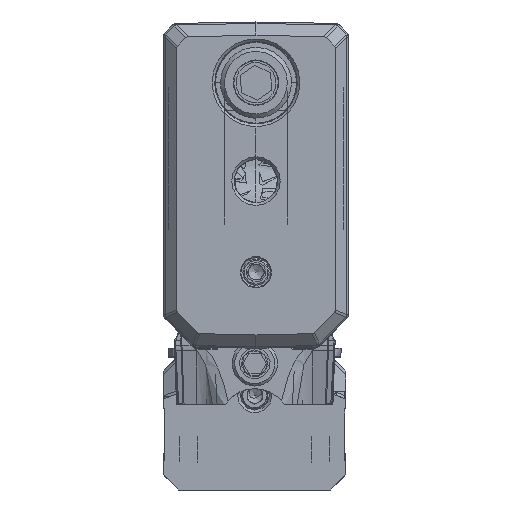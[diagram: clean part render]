
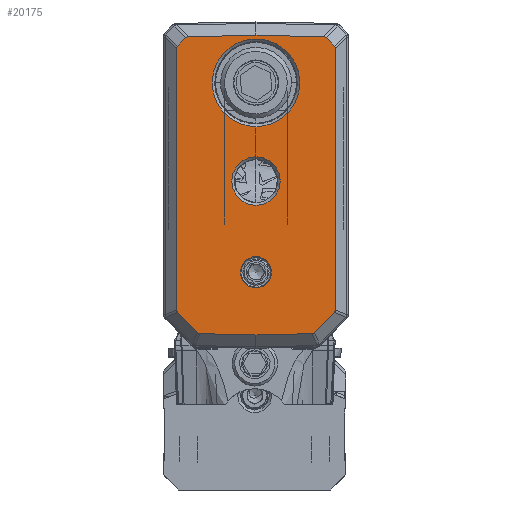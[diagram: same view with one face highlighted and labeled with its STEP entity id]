
A CAD part, front view. The second image highlights one B-rep face of the part: STEP entity #20175.
In plain terms, the highlighted planar face has unit normal (0, -1, 0).
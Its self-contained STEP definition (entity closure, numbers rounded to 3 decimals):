
#3612=FACE_BOUND('',#33926,.T.);
#3613=FACE_BOUND('',#33927,.T.);
#3614=FACE_BOUND('',#33928,.T.);
#3615=FACE_BOUND('',#33929,.T.);
#8359=ELLIPSE('',#110982,0.859,0.5);
#8360=ELLIPSE('',#110984,0.859,0.5);
#8361=ELLIPSE('',#110986,0.736,0.5);
#8362=ELLIPSE('',#110988,0.735,0.5);
#8363=ELLIPSE('',#110990,0.735,0.5);
#8364=ELLIPSE('',#110992,0.736,0.5);
#8365=ELLIPSE('',#110994,0.859,0.5);
#8366=ELLIPSE('',#110996,0.859,0.5);
#20175=ADVANCED_FACE('',(#3612,#3613,#3614,#3615),#25684,.T.);
#25684=PLANE('',#111092);
#33926=EDGE_LOOP('',(#41087,#41088,#41089,#41090,#41091,#41092,#41093,#41094,
#41095,#41096,#41097,#41098,#41099,#41100,#41101,#41102,#41103,#41104));
#33927=EDGE_LOOP('',(#41105));
#33928=EDGE_LOOP('',(#41106));
#33929=EDGE_LOOP('',(#41107));
#41087=ORIENTED_EDGE('',*,*,#76388,.T.);
#41088=ORIENTED_EDGE('',*,*,#76282,.T.);
#41089=ORIENTED_EDGE('',*,*,#76383,.T.);
#41090=ORIENTED_EDGE('',*,*,#76279,.T.);
#41091=ORIENTED_EDGE('',*,*,#76391,.T.);
#41092=ORIENTED_EDGE('',*,*,#76405,.T.);
#41093=ORIENTED_EDGE('',*,*,#76261,.T.);
#41094=ORIENTED_EDGE('',*,*,#76384,.T.);
#41095=ORIENTED_EDGE('',*,*,#76264,.T.);
#41096=ORIENTED_EDGE('',*,*,#76389,.T.);
#41097=ORIENTED_EDGE('',*,*,#76267,.T.);
#41098=ORIENTED_EDGE('',*,*,#76382,.T.);
#41099=ORIENTED_EDGE('',*,*,#76270,.T.);
#41100=ORIENTED_EDGE('',*,*,#76406,.T.);
#41101=ORIENTED_EDGE('',*,*,#76386,.T.);
#41102=ORIENTED_EDGE('',*,*,#76273,.T.);
#41103=ORIENTED_EDGE('',*,*,#76381,.T.);
#41104=ORIENTED_EDGE('',*,*,#76276,.T.);
#41105=ORIENTED_EDGE('',*,*,#75782,.T.);
#41106=ORIENTED_EDGE('',*,*,#75784,.T.);
#41107=ORIENTED_EDGE('',*,*,#75778,.T.);
#67225=VERTEX_POINT('',#143692);
#67229=VERTEX_POINT('',#143728);
#67231=VERTEX_POINT('',#143733);
#67552=VERTEX_POINT('',#147574);
#67553=VERTEX_POINT('',#147576);
#67554=VERTEX_POINT('',#147580);
#67555=VERTEX_POINT('',#147582);
#67556=VERTEX_POINT('',#147586);
#67557=VERTEX_POINT('',#147588);
#67558=VERTEX_POINT('',#147592);
#67559=VERTEX_POINT('',#147594);
#67560=VERTEX_POINT('',#147598);
#67561=VERTEX_POINT('',#147600);
#67562=VERTEX_POINT('',#147604);
#67563=VERTEX_POINT('',#147606);
#67564=VERTEX_POINT('',#147610);
#67565=VERTEX_POINT('',#147612);
#67566=VERTEX_POINT('',#147616);
#67567=VERTEX_POINT('',#147618);
#67619=VERTEX_POINT('',#147976);
#67620=VERTEX_POINT('',#147984);
#75778=EDGE_CURVE('',#67225,#67225,#105665,.T.);
#75782=EDGE_CURVE('',#67229,#67229,#105667,.T.);
#75784=EDGE_CURVE('',#67231,#67231,#105669,.T.);
#76261=EDGE_CURVE('',#67552,#67553,#8359,.T.);
#76264=EDGE_CURVE('',#67554,#67555,#8360,.T.);
#76267=EDGE_CURVE('',#67556,#67557,#8361,.T.);
#76270=EDGE_CURVE('',#67558,#67559,#8362,.T.);
#76273=EDGE_CURVE('',#67560,#67561,#8363,.T.);
#76276=EDGE_CURVE('',#67562,#67563,#8364,.T.);
#76279=EDGE_CURVE('',#67564,#67565,#8365,.T.);
#76282=EDGE_CURVE('',#67566,#67567,#8366,.T.);
#76381=EDGE_CURVE('',#67561,#67562,#89667,.T.);
#76382=EDGE_CURVE('',#67557,#67558,#89668,.T.);
#76383=EDGE_CURVE('',#67567,#67564,#89669,.T.);
#76384=EDGE_CURVE('',#67553,#67554,#89670,.T.);
#76386=EDGE_CURVE('',#67619,#67560,#89671,.T.);
#76388=EDGE_CURVE('',#67563,#67566,#89673,.T.);
#76389=EDGE_CURVE('',#67555,#67556,#89674,.T.);
#76391=EDGE_CURVE('',#67565,#67620,#89676,.T.);
#76405=EDGE_CURVE('',#67620,#67552,#89680,.T.);
#76406=EDGE_CURVE('',#67559,#67619,#89681,.T.);
#89667=LINE('',#147963,#97729);
#89668=LINE('',#147965,#97730);
#89669=LINE('',#147967,#97731);
#89670=LINE('',#147969,#97732);
#89671=LINE('',#147975,#97733);
#89673=LINE('',#147979,#97735);
#89674=LINE('',#147981,#97736);
#89676=LINE('',#147985,#97738);
#89680=LINE('',#148020,#97742);
#89681=LINE('',#148021,#97743);
#97729=VECTOR('',#120041,1.);
#97730=VECTOR('',#120044,1.);
#97731=VECTOR('',#120047,1.);
#97732=VECTOR('',#120050,1.);
#97733=VECTOR('',#120059,1.);
#97735=VECTOR('',#120063,1.);
#97736=VECTOR('',#120066,1.);
#97738=VECTOR('',#120070,1.);
#97742=VECTOR('',#120110,1.);
#97743=VECTOR('',#120111,1.);
#105665=CIRCLE('',#110714,2.4);
#105667=CIRCLE('',#110718,1.55);
#105669=CIRCLE('',#110721,4.323);
#110714=AXIS2_PLACEMENT_3D('',#143691,#119084,#119085);
#110718=AXIS2_PLACEMENT_3D('',#143727,#119092,#119093);
#110721=AXIS2_PLACEMENT_3D('',#143732,#119098,#119099);
#110982=AXIS2_PLACEMENT_3D('',#147577,#119817,#119818);
#110984=AXIS2_PLACEMENT_3D('',#147583,#119823,#119824);
#110986=AXIS2_PLACEMENT_3D('',#147589,#119829,#119830);
#110988=AXIS2_PLACEMENT_3D('',#147595,#119835,#119836);
#110990=AXIS2_PLACEMENT_3D('',#147601,#119841,#119842);
#110992=AXIS2_PLACEMENT_3D('',#147607,#119847,#119848);
#110994=AXIS2_PLACEMENT_3D('',#147613,#119853,#119854);
#110996=AXIS2_PLACEMENT_3D('',#147619,#119859,#119860);
#111092=AXIS2_PLACEMENT_3D('',#148022,#120112,#120113);
#119084=DIRECTION('',(0.,1.,0.));
#119085=DIRECTION('',(0.,0.,-1.));
#119092=DIRECTION('',(0.,1.,0.));
#119093=DIRECTION('',(0.,0.,-1.));
#119098=DIRECTION('',(0.,1.,0.));
#119099=DIRECTION('',(0.,0.,-1.));
#119817=DIRECTION('',(0.,-1.,0.));
#119818=DIRECTION('',(0.716,0.,-0.698));
#119823=DIRECTION('',(0.,-1.,0.));
#119824=DIRECTION('',(0.716,0.,-0.698));
#119829=DIRECTION('',(0.,-1.,0.));
#119830=DIRECTION('',(-0.926,0.,-0.379));
#119835=DIRECTION('',(0.,-1.,0.));
#119836=DIRECTION('',(-0.398,0.,-0.917));
#119841=DIRECTION('',(0.,-1.,0.));
#119842=DIRECTION('',(-0.398,0.,0.917));
#119847=DIRECTION('',(0.,-1.,0.));
#119848=DIRECTION('',(-0.926,0.,0.379));
#119853=DIRECTION('',(0.,-1.,0.));
#119854=DIRECTION('',(0.716,0.,0.698));
#119859=DIRECTION('',(0.,-1.,0.));
#119860=DIRECTION('',(0.716,0.,0.698));
#120041=DIRECTION('',(0.701,0.,0.713));
#120044=DIRECTION('',(0.701,0.,-0.713));
#120047=DIRECTION('',(-0.698,0.,0.716));
#120050=DIRECTION('',(-0.698,0.,-0.716));
#120059=DIRECTION('',(1.,0.,0.025));
#120063=DIRECTION('',(0.,0.,1.));
#120066=DIRECTION('',(0.,0.,-1.));
#120070=DIRECTION('',(-1.,0.,0.025));
#120110=DIRECTION('',(-1.,0.,-0.025));
#120111=DIRECTION('',(1.,0.,-0.025));
#120112=DIRECTION('',(0.,-1.,0.));
#120113=DIRECTION('',(0.,0.,-1.));
#143691=CARTESIAN_POINT('',(0.125,-28.5,-15.7));
#143692=CARTESIAN_POINT('',(0.125,-28.5,-18.1));
#143727=CARTESIAN_POINT('',(0.125,-28.5,-24.7));
#143728=CARTESIAN_POINT('',(0.125,-28.5,-26.25));
#143732=CARTESIAN_POINT('',(0.125,-28.5,-6.));
#143733=CARTESIAN_POINT('',(0.125,-28.5,-10.323));
#147574=CARTESIAN_POINT('',(-6.564,-28.5,-1.465));
#147576=CARTESIAN_POINT('',(-6.816,-28.5,-1.564));
#147577=CARTESIAN_POINT('',(-6.201,-28.5,-2.163));
#147580=CARTESIAN_POINT('',(-7.608,-28.5,-2.375));
#147582=CARTESIAN_POINT('',(-7.7,-28.5,-2.63));
#147583=CARTESIAN_POINT('',(-6.993,-28.5,-2.975));
#147586=CARTESIAN_POINT('',(-7.7,-28.5,-28.416));
#147588=CARTESIAN_POINT('',(-7.599,-28.5,-28.664));
#147589=CARTESIAN_POINT('',(-6.993,-28.5,-28.272));
#147592=CARTESIAN_POINT('',(-5.639,-28.5,-30.658));
#147594=CARTESIAN_POINT('',(-5.396,-28.5,-30.764));
#147595=CARTESIAN_POINT('',(-5.235,-28.5,-30.06));
#147598=CARTESIAN_POINT('',(5.646,-28.5,-30.764));
#147600=CARTESIAN_POINT('',(5.889,-28.5,-30.658));
#147601=CARTESIAN_POINT('',(5.485,-28.5,-30.06));
#147604=CARTESIAN_POINT('',(7.849,-28.5,-28.664));
#147606=CARTESIAN_POINT('',(7.95,-28.5,-28.416));
#147607=CARTESIAN_POINT('',(7.243,-28.5,-28.272));
#147610=CARTESIAN_POINT('',(7.066,-28.5,-1.564));
#147612=CARTESIAN_POINT('',(6.814,-28.5,-1.465));
#147613=CARTESIAN_POINT('',(6.451,-28.5,-2.163));
#147616=CARTESIAN_POINT('',(7.95,-28.5,-2.63));
#147618=CARTESIAN_POINT('',(7.858,-28.5,-2.375));
#147619=CARTESIAN_POINT('',(7.243,-28.5,-2.975));
#147963=CARTESIAN_POINT('',(-2.196,-28.5,-38.886));
#147965=CARTESIAN_POINT('',(-6.519,-28.5,-29.762));
#147967=CARTESIAN_POINT('',(14.544,-28.5,-9.227));
#147969=CARTESIAN_POINT('',(-23.195,-28.5,-18.349));
#147975=CARTESIAN_POINT('',(-9.027,-28.5,-31.126));
#147976=CARTESIAN_POINT('',(0.125,-28.5,-30.9));
#147979=CARTESIAN_POINT('',(7.95,-28.5,-32.2));
#147981=CARTESIAN_POINT('',(-7.7,-28.5,-32.2));
#147984=CARTESIAN_POINT('',(0.125,-28.5,-1.3));
#147985=CARTESIAN_POINT('',(-8.232,-28.5,-1.094));
#148020=CARTESIAN_POINT('',(-9.757,-28.5,-1.544));
#148021=CARTESIAN_POINT('',(-8.962,-28.5,-30.676));
#148022=CARTESIAN_POINT('',(-9.,-28.5,-32.2));
